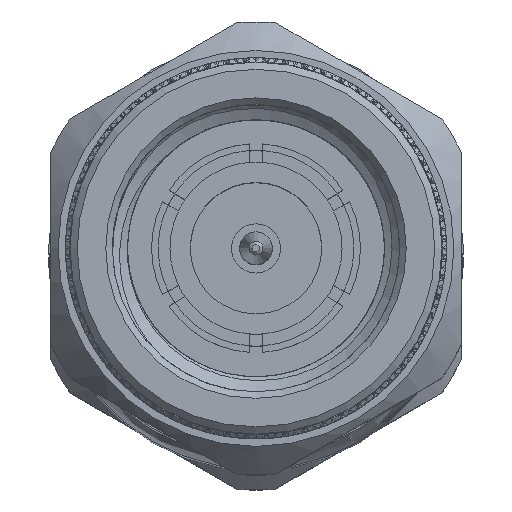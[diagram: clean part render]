
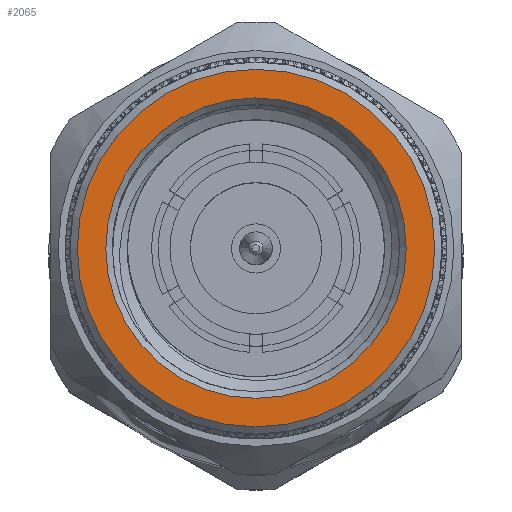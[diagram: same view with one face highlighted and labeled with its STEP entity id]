
A CAD part, top view. The second image highlights one B-rep face of the part: STEP entity #2065.
In plain terms, the highlighted face is planar.
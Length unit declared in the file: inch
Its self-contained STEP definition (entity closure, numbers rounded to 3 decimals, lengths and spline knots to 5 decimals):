
#2065 = ADVANCED_FACE ( 'NONE', ( #102096, #46683 ), #15832, .T. ) ;
#6777 = DIRECTION ( 'NONE',  ( 1., 0., 0. ) ) ;
#15832 = PLANE ( 'NONE',  #94970 ) ;
#19258 = CARTESIAN_POINT ( 'NONE',  ( 0., 0., -0.27219 ) ) ;
#23795 = CARTESIAN_POINT ( 'NONE',  ( 0., 0., 0. ) ) ;
#36354 = VERTEX_POINT ( 'NONE', #19258 ) ;
#37020 = EDGE_CURVE ( 'NONE', #55873, #55873, #90665, .T. ) ;
#46683 = FACE_BOUND ( 'NONE', #69028, .T. ) ;
#50474 = EDGE_CURVE ( 'NONE', #36354, #36354, #82245, .T. ) ;
#54117 = AXIS2_PLACEMENT_3D ( 'NONE', #78784, #69342, #97670 ) ;
#55873 = VERTEX_POINT ( 'NONE', #113737 ) ;
#64122 = DIRECTION ( 'NONE',  ( 0., 0., 1. ) ) ;
#64985 = DIRECTION ( 'NONE',  ( -1., 0., 0. ) ) ;
#69028 = EDGE_LOOP ( 'NONE', ( #94180 ) ) ;
#69342 = DIRECTION ( 'NONE',  ( 1., 0., 0. ) ) ;
#78784 = CARTESIAN_POINT ( 'NONE',  ( 0., 0., 0. ) ) ;
#82245 = CIRCLE ( 'NONE', #54117, 0.27219 ) ;
#90665 = CIRCLE ( 'NONE', #110700, 0.22875 ) ;
#94180 = ORIENTED_EDGE ( 'NONE', *, *, #37020, .T. ) ;
#94970 = AXIS2_PLACEMENT_3D ( 'NONE', #103947, #64985, #113403 ) ;
#95505 = EDGE_LOOP ( 'NONE', ( #123034 ) ) ;
#97670 = DIRECTION ( 'NONE',  ( 0., 0., -1. ) ) ;
#102096 = FACE_OUTER_BOUND ( 'NONE', #95505, .T. ) ;
#103947 = CARTESIAN_POINT ( 'NONE',  ( 0., 0., 0. ) ) ;
#110700 = AXIS2_PLACEMENT_3D ( 'NONE', #23795, #6777, #64122 ) ;
#113403 = DIRECTION ( 'NONE',  ( 0., 0., 1. ) ) ;
#113737 = CARTESIAN_POINT ( 'NONE',  ( 0., 0., 0.22875 ) ) ;
#123034 = ORIENTED_EDGE ( 'NONE', *, *, #50474, .F. ) ;
